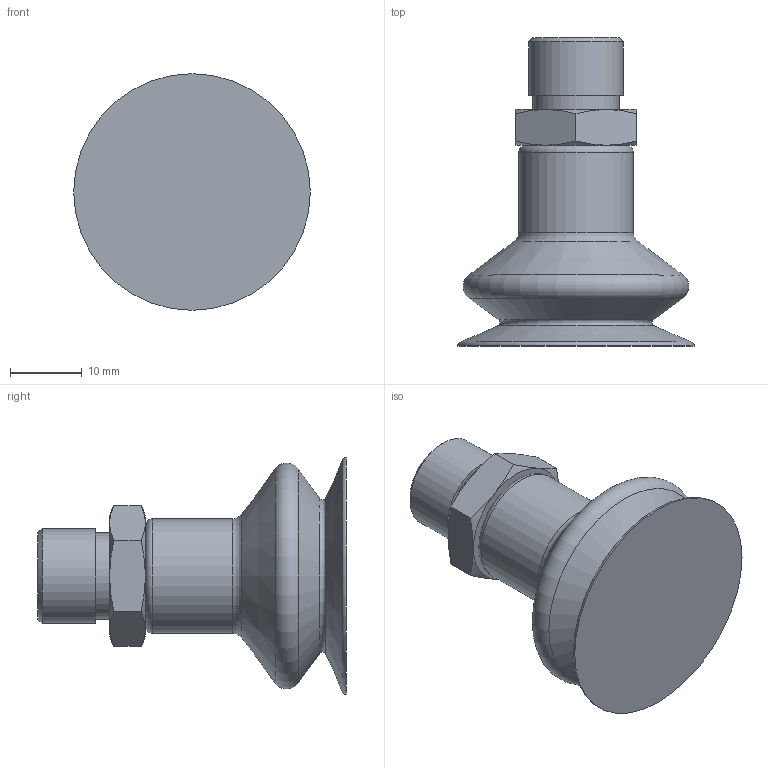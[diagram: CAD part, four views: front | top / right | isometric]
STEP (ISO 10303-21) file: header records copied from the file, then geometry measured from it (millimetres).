
FILE_DESCRIPTION(/* description */ (''),/* implementation_level */ '2;1');
FILE_NAME(/* name */ 'vf34pur_comercial_rac3r1-4m.stp',/* time_stamp */ '2025-02-10T08:11:59+01:00',/* author */ ('enginyeria2'),/* organization */ (''),/* preprocessor_version */ 'ST-DEVELOPER v20',/* originating_system */ 'Autodesk Inventor 2024',/* authorisation */ '');
FILE_SCHEMA (('AUTOMOTIVE_DESIGN { 1 0 10303 214 3 1 1 }'));
Length unit declared in the file: millimetre
Products named in the file (1): vf34pur_comercial_rac3r1-4m
Bounding box: 33 x 43 x 33 mm (x, y, z)
Surface area: 17519.7 mm2
Topology: 4 solids, 4 shells, 152 faces, 328 edges, 200 vertices
Faces by surface type: cone 68, plane 48, torus 20, cylinder 16
Full cylindrical faces by diameter (mm): 3 x4, 8.566 x3, 9.728 x3, 12 x1, 13.162 x1, 16 x4
Entity records: 4132 total; most frequent: CARTESIAN_POINT 873, DIRECTION 710, ORIENTED_EDGE 656, EDGE_CURVE 328, AXIS2_PLACEMENT_3D 325, VERTEX_POINT 200, CIRCLE 172, EDGE_LOOP 168
